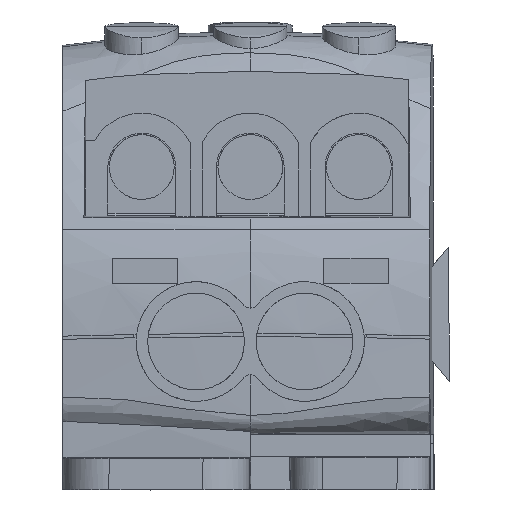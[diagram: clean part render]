
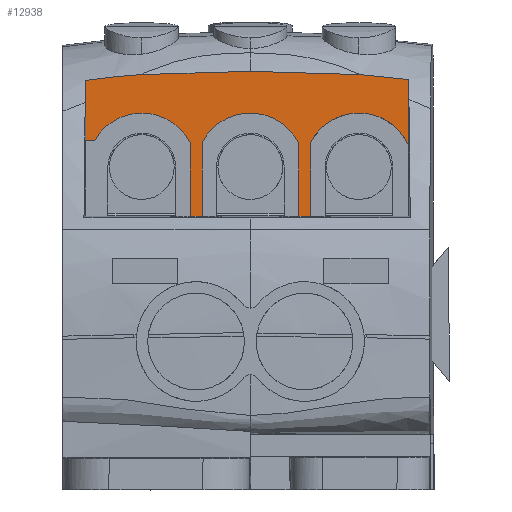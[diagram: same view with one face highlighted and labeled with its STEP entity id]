
A CAD part, front view. The second image highlights one B-rep face of the part: STEP entity #12938.
In plain terms, the highlighted planar face has unit normal (0, -1, 0).
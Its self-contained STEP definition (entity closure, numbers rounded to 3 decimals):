
#12815=AXIS2_PLACEMENT_3D('Plane Axis2P3D',#12812,#12813,#12814) ;
#12826=AXIS2_PLACEMENT_3D('Circle Axis2P3D',#12824,#12825,$) ;
#12845=AXIS2_PLACEMENT_3D('Circle Axis2P3D',#12843,#12844,$) ;
#12910=AXIS2_PLACEMENT_3D('Circle Axis2P3D',#12908,#12909,$) ;
#12309=CARTESIAN_POINT('Vertex',(26.736,25.504,29.504)) ;
#12312=CARTESIAN_POINT('Line Origine',(26.093,25.504,29.504)) ;
#12316=CARTESIAN_POINT('Vertex',(25.45,25.504,29.504)) ;
#12337=CARTESIAN_POINT('Vertex',(15.036,25.504,29.504)) ;
#12340=CARTESIAN_POINT('Line Origine',(14.393,25.504,29.504)) ;
#12344=CARTESIAN_POINT('Vertex',(13.75,25.504,29.504)) ;
#12688=CARTESIAN_POINT('Vertex',(37.293,25.504,37.105)) ;
#12720=CARTESIAN_POINT('Vertex',(37.293,25.504,44.235)) ;
#12723=CARTESIAN_POINT('Line Origine',(37.293,25.504,40.67)) ;
#12812=CARTESIAN_POINT('Axis2P3D Location',(36.743,25.504,29.504)) ;
#12817=CARTESIAN_POINT('Line Origine',(15.036,25.504,33.458)) ;
#12821=CARTESIAN_POINT('Vertex',(15.036,25.504,37.413)) ;
#12824=CARTESIAN_POINT('Axis2P3D Location',(20.243,25.504,34.804)) ;
#12828=CARTESIAN_POINT('Vertex',(25.45,25.504,37.413)) ;
#12831=CARTESIAN_POINT('Line Origine',(25.45,25.504,33.458)) ;
#12836=CARTESIAN_POINT('Line Origine',(26.736,25.504,33.458)) ;
#12840=CARTESIAN_POINT('Vertex',(26.736,25.504,37.413)) ;
#12843=CARTESIAN_POINT('Axis2P3D Location',(31.943,25.504,34.804)) ;
#12849=CARTESIAN_POINT('Control Point',(32.116,25.504,44.768)) ;
#12850=CARTESIAN_POINT('Control Point',(32.728,25.504,44.73)) ;
#12851=CARTESIAN_POINT('Control Point',(33.342,25.504,44.683)) ;
#12852=CARTESIAN_POINT('Control Point',(33.958,25.504,44.626)) ;
#12853=CARTESIAN_POINT('Control Point',(34.993,25.504,44.519)) ;
#12854=CARTESIAN_POINT('Control Point',(36.032,25.504,44.395)) ;
#12855=CARTESIAN_POINT('Control Point',(36.451,25.504,44.343)) ;
#12856=CARTESIAN_POINT('Control Point',(36.871,25.504,44.29)) ;
#12857=CARTESIAN_POINT('Control Point',(37.293,25.504,44.235)) ;
#12858=CARTESIAN_POINT('Vertex',(32.116,25.504,44.768)) ;
#12862=CARTESIAN_POINT('Control Point',(32.116,25.504,44.768)) ;
#12863=CARTESIAN_POINT('Control Point',(29.744,25.504,44.91)) ;
#12864=CARTESIAN_POINT('Control Point',(27.371,25.504,45.016)) ;
#12865=CARTESIAN_POINT('Control Point',(24.995,25.504,45.086)) ;
#12866=CARTESIAN_POINT('Control Point',(22.619,25.504,45.122)) ;
#12867=CARTESIAN_POINT('Control Point',(20.243,25.504,45.122)) ;
#12868=CARTESIAN_POINT('Vertex',(20.243,25.504,45.122)) ;
#12872=CARTESIAN_POINT('Control Point',(8.435,25.504,44.772)) ;
#12873=CARTESIAN_POINT('Control Point',(10.793,25.504,44.913)) ;
#12874=CARTESIAN_POINT('Control Point',(13.154,25.504,45.018)) ;
#12875=CARTESIAN_POINT('Control Point',(15.517,25.504,45.087)) ;
#12876=CARTESIAN_POINT('Control Point',(17.88,25.504,45.121)) ;
#12877=CARTESIAN_POINT('Control Point',(20.243,25.504,45.123)) ;
#12878=CARTESIAN_POINT('Vertex',(8.435,25.504,44.772)) ;
#12882=CARTESIAN_POINT('Control Point',(8.338,25.504,44.766)) ;
#12883=CARTESIAN_POINT('Control Point',(7.649,25.504,44.724)) ;
#12884=CARTESIAN_POINT('Control Point',(6.957,25.504,44.669)) ;
#12885=CARTESIAN_POINT('Control Point',(6.259,25.504,44.601)) ;
#12886=CARTESIAN_POINT('Control Point',(5.082,25.504,44.474)) ;
#12887=CARTESIAN_POINT('Control Point',(3.9,25.504,44.327)) ;
#12888=CARTESIAN_POINT('Control Point',(3.465,25.504,44.271)) ;
#12889=CARTESIAN_POINT('Control Point',(2.98,25.504,44.207)) ;
#12890=CARTESIAN_POINT('Control Point',(2.493,25.504,44.142)) ;
#12891=CARTESIAN_POINT('Vertex',(2.493,25.504,44.142)) ;
#12894=CARTESIAN_POINT('Line Origine',(2.493,25.504,40.9)) ;
#12898=CARTESIAN_POINT('Vertex',(2.493,25.504,37.658)) ;
#12901=CARTESIAN_POINT('Line Origine',(2.979,25.504,37.658)) ;
#12905=CARTESIAN_POINT('Vertex',(3.466,25.504,37.658)) ;
#12908=CARTESIAN_POINT('Axis2P3D Location',(8.543,25.504,34.804)) ;
#12912=CARTESIAN_POINT('Vertex',(13.75,25.504,37.413)) ;
#12915=CARTESIAN_POINT('Line Origine',(13.75,25.504,33.458)) ;
#12313=DIRECTION('Vector Direction',(-1.,0.,0.)) ;
#12341=DIRECTION('Vector Direction',(-1.,0.,0.)) ;
#12724=DIRECTION('Vector Direction',(0.,0.,-1.)) ;
#12813=DIRECTION('Axis2P3D Direction',(0.,-1.,0.)) ;
#12814=DIRECTION('Axis2P3D XDirection',(-1.,0.,0.)) ;
#12818=DIRECTION('Vector Direction',(0.,0.,1.)) ;
#12825=DIRECTION('Axis2P3D Direction',(0.,-1.,0.)) ;
#12832=DIRECTION('Vector Direction',(0.,0.,-1.)) ;
#12837=DIRECTION('Vector Direction',(0.,0.,-1.)) ;
#12844=DIRECTION('Axis2P3D Direction',(0.,-1.,0.)) ;
#12895=DIRECTION('Vector Direction',(0.,0.,1.)) ;
#12902=DIRECTION('Vector Direction',(-1.,0.,0.)) ;
#12909=DIRECTION('Axis2P3D Direction',(0.,-1.,0.)) ;
#12916=DIRECTION('Vector Direction',(0.,0.,-1.)) ;
#12314=VECTOR('Line Direction',#12313,1.) ;
#12342=VECTOR('Line Direction',#12341,1.) ;
#12725=VECTOR('Line Direction',#12724,1.) ;
#12819=VECTOR('Line Direction',#12818,1.) ;
#12833=VECTOR('Line Direction',#12832,1.) ;
#12838=VECTOR('Line Direction',#12837,1.) ;
#12896=VECTOR('Line Direction',#12895,1.) ;
#12903=VECTOR('Line Direction',#12902,1.) ;
#12917=VECTOR('Line Direction',#12916,1.) ;
#12921=ORIENTED_EDGE('',*,*,#12823,.F.) ;
#12922=ORIENTED_EDGE('',*,*,#12830,.F.) ;
#12923=ORIENTED_EDGE('',*,*,#12835,.F.) ;
#12924=ORIENTED_EDGE('',*,*,#12318,.F.) ;
#12925=ORIENTED_EDGE('',*,*,#12842,.F.) ;
#12926=ORIENTED_EDGE('',*,*,#12847,.F.) ;
#12927=ORIENTED_EDGE('',*,*,#12727,.F.) ;
#12928=ORIENTED_EDGE('',*,*,#12860,.F.) ;
#12929=ORIENTED_EDGE('',*,*,#12870,.T.) ;
#12930=ORIENTED_EDGE('',*,*,#12880,.F.) ;
#12931=ORIENTED_EDGE('',*,*,#12893,.T.) ;
#12932=ORIENTED_EDGE('',*,*,#12900,.F.) ;
#12933=ORIENTED_EDGE('',*,*,#12907,.F.) ;
#12934=ORIENTED_EDGE('',*,*,#12914,.F.) ;
#12935=ORIENTED_EDGE('',*,*,#12919,.F.) ;
#12936=ORIENTED_EDGE('',*,*,#12346,.F.) ;
#12938=ADVANCED_FACE('Koerper.2',(#12937),#12816,.T.) ;
#12848=B_SPLINE_CURVE_WITH_KNOTS('',5,(#12849,#12850,#12851,#12852,#12853,#12854,#12855,#12856,#12857),.UNSPECIFIED.,.F.,.U.,(6,3,6),(0.,4.395,7.361),.UNSPECIFIED.) ;
#12861=B_SPLINE_CURVE_WITH_KNOTS('',5,(#12862,#12863,#12864,#12865,#12866,#12867),.UNSPECIFIED.,.F.,.U.,(6,6),(0.,16.801),.UNSPECIFIED.) ;
#12871=B_SPLINE_CURVE_WITH_KNOTS('',5,(#12872,#12873,#12874,#12875,#12876,#12877),.UNSPECIFIED.,.F.,.U.,(6,6),(0.,16.709),.UNSPECIFIED.) ;
#12881=B_SPLINE_CURVE_WITH_KNOTS('',5,(#12882,#12883,#12884,#12885,#12886,#12887,#12888,#12889,#12890),.UNSPECIFIED.,.F.,.U.,(6,3,6),(0.,4.953,8.379),.UNSPECIFIED.) ;
#12827=CIRCLE('generated circle',#12826,5.824) ;
#12846=CIRCLE('generated circle',#12845,5.824) ;
#12911=CIRCLE('generated circle',#12910,5.824) ;
#12318=EDGE_CURVE('',#12310,#12317,#12315,.T.) ;
#12346=EDGE_CURVE('',#12338,#12345,#12343,.T.) ;
#12727=EDGE_CURVE('',#12721,#12689,#12726,.T.) ;
#12823=EDGE_CURVE('',#12822,#12338,#12820,.F.) ;
#12830=EDGE_CURVE('',#12829,#12822,#12827,.T.) ;
#12835=EDGE_CURVE('',#12317,#12829,#12834,.F.) ;
#12842=EDGE_CURVE('',#12841,#12310,#12839,.T.) ;
#12847=EDGE_CURVE('',#12689,#12841,#12846,.T.) ;
#12860=EDGE_CURVE('',#12859,#12721,#12848,.T.) ;
#12870=EDGE_CURVE('',#12859,#12869,#12861,.T.) ;
#12880=EDGE_CURVE('',#12879,#12869,#12871,.T.) ;
#12893=EDGE_CURVE('',#12879,#12892,#12881,.T.) ;
#12900=EDGE_CURVE('',#12899,#12892,#12897,.T.) ;
#12907=EDGE_CURVE('',#12906,#12899,#12904,.T.) ;
#12914=EDGE_CURVE('',#12913,#12906,#12911,.T.) ;
#12919=EDGE_CURVE('',#12345,#12913,#12918,.F.) ;
#12920=EDGE_LOOP('',(#12921,#12922,#12923,#12924,#12925,#12926,#12927,#12928,#12929,#12930,#12931,#12932,#12933,#12934,#12935,#12936)) ;
#12937=FACE_OUTER_BOUND('',#12920,.T.) ;
#12315=LINE('Line',#12312,#12314) ;
#12343=LINE('Line',#12340,#12342) ;
#12726=LINE('Line',#12723,#12725) ;
#12820=LINE('Line',#12817,#12819) ;
#12834=LINE('Line',#12831,#12833) ;
#12839=LINE('Line',#12836,#12838) ;
#12897=LINE('Line',#12894,#12896) ;
#12904=LINE('Line',#12901,#12903) ;
#12918=LINE('Line',#12915,#12917) ;
#12816=PLANE('',#12815) ;
#12310=VERTEX_POINT('',#12309) ;
#12317=VERTEX_POINT('',#12316) ;
#12338=VERTEX_POINT('',#12337) ;
#12345=VERTEX_POINT('',#12344) ;
#12689=VERTEX_POINT('',#12688) ;
#12721=VERTEX_POINT('',#12720) ;
#12822=VERTEX_POINT('',#12821) ;
#12829=VERTEX_POINT('',#12828) ;
#12841=VERTEX_POINT('',#12840) ;
#12859=VERTEX_POINT('',#12858) ;
#12869=VERTEX_POINT('',#12868) ;
#12879=VERTEX_POINT('',#12878) ;
#12892=VERTEX_POINT('',#12891) ;
#12899=VERTEX_POINT('',#12898) ;
#12906=VERTEX_POINT('',#12905) ;
#12913=VERTEX_POINT('',#12912) ;
